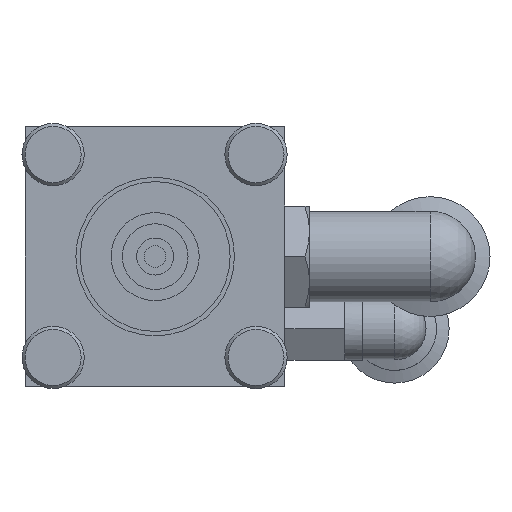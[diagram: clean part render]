
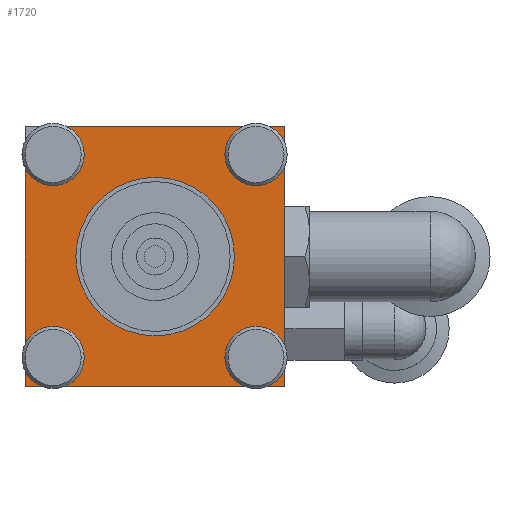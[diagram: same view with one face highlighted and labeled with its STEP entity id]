
A CAD part, front view. The second image highlights one B-rep face of the part: STEP entity #1720.
In plain terms, the highlighted planar face has unit normal (0, -1, 0).
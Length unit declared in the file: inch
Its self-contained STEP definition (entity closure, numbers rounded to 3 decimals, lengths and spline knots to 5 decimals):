
#1 = DIRECTION ( 'NONE',  ( 0., 1., 0. ) ) ;
#2 = EDGE_LOOP ( 'NONE', ( #3125 ) ) ;
#26 = EDGE_CURVE ( 'NONE', #1602, #3356, #276, .T. ) ;
#104 = LINE ( 'NONE', #881, #3193 ) ;
#113 = CARTESIAN_POINT ( 'NONE',  ( 0.5625, -1.05, 0.5625 ) ) ;
#121 = EDGE_CURVE ( 'NONE', #1467, #1602, #3259, .T. ) ;
#151 = CARTESIAN_POINT ( 'NONE',  ( 0.5625, -1.05, 0.5625 ) ) ;
#166 = CARTESIAN_POINT ( 'NONE',  ( -0.4425, -1.05, -0.4375 ) ) ;
#187 = DIRECTION ( 'NONE',  ( 0., 0., 1. ) ) ;
#189 = ORIENTED_EDGE ( 'NONE', *, *, #477, .F. ) ;
#247 = VERTEX_POINT ( 'NONE', #2372 ) ;
#270 = AXIS2_PLACEMENT_3D ( 'NONE', #2345, #543, #2645 ) ;
#276 = CIRCLE ( 'NONE', #2944, 0.1215 ) ;
#280 = CARTESIAN_POINT ( 'NONE',  ( 0., -1.05, 0. ) ) ;
#402 = CARTESIAN_POINT ( 'NONE',  ( -0.5625, -1.05, 0.5625 ) ) ;
#437 = VECTOR ( 'NONE', #450, 39.37008 ) ;
#450 = DIRECTION ( 'NONE',  ( 1., 0., 0. ) ) ;
#466 = DIRECTION ( 'NONE',  ( 0., 0., 1. ) ) ;
#477 = EDGE_CURVE ( 'NONE', #2038, #1467, #2920, .T. ) ;
#543 = DIRECTION ( 'NONE',  ( 0., 1., 0. ) ) ;
#567 = DIRECTION ( 'NONE',  ( 0., 0., -1. ) ) ;
#591 = CARTESIAN_POINT ( 'NONE',  ( -0.42347, -1.05, 0.5625 ) ) ;
#673 = DIRECTION ( 'NONE',  ( 0., 0., 1. ) ) ;
#741 = EDGE_CURVE ( 'NONE', #3188, #3188, #2771, .T. ) ;
#756 = CARTESIAN_POINT ( 'NONE',  ( 0.4375, -1.05, -0.4375 ) ) ;
#813 = CIRCLE ( 'NONE', #270, 0.1215 ) ;
#850 = LINE ( 'NONE', #113, #2355 ) ;
#881 = CARTESIAN_POINT ( 'NONE',  ( 0.5625, -1.05, 0.5625 ) ) ;
#988 = EDGE_CURVE ( 'NONE', #3356, #2709, #1315, .T. ) ;
#1012 = ORIENTED_EDGE ( 'NONE', *, *, #2216, .F. ) ;
#1097 = CIRCLE ( 'NONE', #3253, 0.1215 ) ;
#1133 = ORIENTED_EDGE ( 'NONE', *, *, #3354, .F. ) ;
#1150 = EDGE_LOOP ( 'NONE', ( #1133, #3130, #2758, #3162, #2259, #189, #2030, #1012, #2836 ) ) ;
#1184 = DIRECTION ( 'NONE',  ( 0., 0., -1. ) ) ;
#1315 = LINE ( 'NONE', #402, #3580 ) ;
#1329 = EDGE_CURVE ( 'NONE', #3079, #1504, #1097, .T. ) ;
#1330 = CARTESIAN_POINT ( 'NONE',  ( -0.5625, -1.05, -0.5625 ) ) ;
#1359 = AXIS2_PLACEMENT_3D ( 'NONE', #756, #1685, #1369 ) ;
#1362 = CARTESIAN_POINT ( 'NONE',  ( 0.41847, -1.05, 0.5625 ) ) ;
#1369 = DIRECTION ( 'NONE',  ( 0., 0., 1. ) ) ;
#1418 = CARTESIAN_POINT ( 'NONE',  ( 0.5625, -1.05, -0.5625 ) ) ;
#1467 = VERTEX_POINT ( 'NONE', #1330 ) ;
#1504 = VERTEX_POINT ( 'NONE', #1362 ) ;
#1523 = VECTOR ( 'NONE', #2462, 39.37008 ) ;
#1602 = VERTEX_POINT ( 'NONE', #3746 ) ;
#1662 = CARTESIAN_POINT ( 'NONE',  ( 0.4375, -1.05, 0.4425 ) ) ;
#1677 = DIRECTION ( 'NONE',  ( 0., -1., 0. ) ) ;
#1685 = DIRECTION ( 'NONE',  ( 0., 1., 0. ) ) ;
#1690 = VECTOR ( 'NONE', #187, 39.37008 ) ;
#1713 = CARTESIAN_POINT ( 'NONE',  ( -0.5625, -1.05, 0.5625 ) ) ;
#1720 = ADVANCED_FACE ( 'NONE', ( #3252, #3067, #3158 ), #3019, .F. ) ;
#1927 = ORIENTED_EDGE ( 'NONE', *, *, #2435, .T. ) ;
#1940 = DIRECTION ( 'NONE',  ( 1., 0., 0. ) ) ;
#1965 = DIRECTION ( 'NONE',  ( 0., 0., 1. ) ) ;
#2030 = ORIENTED_EDGE ( 'NONE', *, *, #3088, .F. ) ;
#2038 = VERTEX_POINT ( 'NONE', #1418 ) ;
#2091 = CIRCLE ( 'NONE', #2640, 0.34375 ) ;
#2094 = EDGE_CURVE ( 'NONE', #2574, #2709, #813, .T. ) ;
#2216 = EDGE_CURVE ( 'NONE', #3079, #3092, #2825, .T. ) ;
#2232 = CARTESIAN_POINT ( 'NONE',  ( -0.5625, -1.05, -0.41846 ) ) ;
#2259 = ORIENTED_EDGE ( 'NONE', *, *, #121, .F. ) ;
#2345 = CARTESIAN_POINT ( 'NONE',  ( -0.4425, -1.05, 0.4425 ) ) ;
#2355 = VECTOR ( 'NONE', #1940, 39.37008 ) ;
#2367 = DIRECTION ( 'NONE',  ( 0., 1., 0. ) ) ;
#2372 = CARTESIAN_POINT ( 'NONE',  ( 0., -1.05, -0.34375 ) ) ;
#2435 = EDGE_CURVE ( 'NONE', #247, #247, #2091, .T. ) ;
#2462 = DIRECTION ( 'NONE',  ( -1., 0., 0. ) ) ;
#2574 = VERTEX_POINT ( 'NONE', #591 ) ;
#2632 = EDGE_LOOP ( 'NONE', ( #1927 ) ) ;
#2640 = AXIS2_PLACEMENT_3D ( 'NONE', #280, #2367, #567 ) ;
#2645 = DIRECTION ( 'NONE',  ( 0., 0., 1. ) ) ;
#2709 = VERTEX_POINT ( 'NONE', #3430 ) ;
#2718 = CARTESIAN_POINT ( 'NONE',  ( 0.5625, -1.05, -0.5625 ) ) ;
#2758 = ORIENTED_EDGE ( 'NONE', *, *, #988, .F. ) ;
#2771 = CIRCLE ( 'NONE', #1359, 0.1215 ) ;
#2825 = LINE ( 'NONE', #151, #437 ) ;
#2836 = ORIENTED_EDGE ( 'NONE', *, *, #1329, .T. ) ;
#2920 = LINE ( 'NONE', #3615, #1523 ) ;
#2944 = AXIS2_PLACEMENT_3D ( 'NONE', #166, #1677, #466 ) ;
#2987 = CARTESIAN_POINT ( 'NONE',  ( 0.5625, -1.05, 0.5625 ) ) ;
#3019 = PLANE ( 'NONE',  #3108 ) ;
#3067 = FACE_BOUND ( 'NONE', #2, .T. ) ;
#3079 = VERTEX_POINT ( 'NONE', #3550 ) ;
#3088 = EDGE_CURVE ( 'NONE', #3092, #2038, #104, .T. ) ;
#3092 = VERTEX_POINT ( 'NONE', #2987 ) ;
#3108 = AXIS2_PLACEMENT_3D ( 'NONE', #2718, #1, #3316 ) ;
#3125 = ORIENTED_EDGE ( 'NONE', *, *, #741, .T. ) ;
#3130 = ORIENTED_EDGE ( 'NONE', *, *, #2094, .T. ) ;
#3158 = FACE_OUTER_BOUND ( 'NONE', #1150, .T. ) ;
#3162 = ORIENTED_EDGE ( 'NONE', *, *, #26, .F. ) ;
#3188 = VERTEX_POINT ( 'NONE', #3226 ) ;
#3193 = VECTOR ( 'NONE', #1184, 39.37008 ) ;
#3226 = CARTESIAN_POINT ( 'NONE',  ( 0.4375, -1.05, -0.316 ) ) ;
#3252 = FACE_BOUND ( 'NONE', #2632, .T. ) ;
#3253 = AXIS2_PLACEMENT_3D ( 'NONE', #1662, #3700, #1965 ) ;
#3259 = LINE ( 'NONE', #1713, #1690 ) ;
#3316 = DIRECTION ( 'NONE',  ( 0., 0., -1. ) ) ;
#3354 = EDGE_CURVE ( 'NONE', #2574, #1504, #850, .T. ) ;
#3356 = VERTEX_POINT ( 'NONE', #2232 ) ;
#3430 = CARTESIAN_POINT ( 'NONE',  ( -0.5625, -1.05, 0.42347 ) ) ;
#3550 = CARTESIAN_POINT ( 'NONE',  ( 0.45653, -1.05, 0.5625 ) ) ;
#3580 = VECTOR ( 'NONE', #673, 39.37008 ) ;
#3615 = CARTESIAN_POINT ( 'NONE',  ( 0.5625, -1.05, -0.5625 ) ) ;
#3700 = DIRECTION ( 'NONE',  ( 0., 1., 0. ) ) ;
#3746 = CARTESIAN_POINT ( 'NONE',  ( -0.5625, -1.05, -0.45652 ) ) ;
